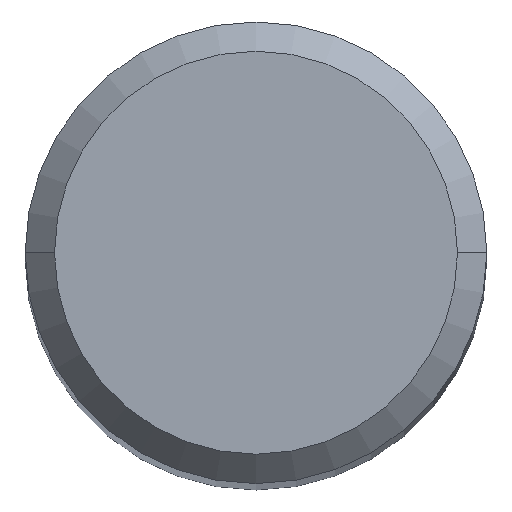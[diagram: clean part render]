
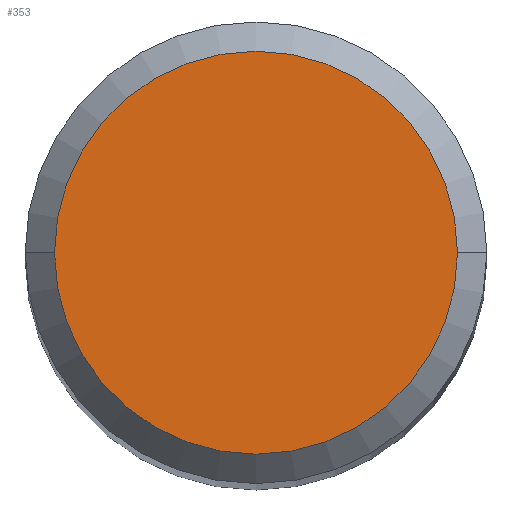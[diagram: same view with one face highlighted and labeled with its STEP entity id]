
A CAD part, top view. The second image highlights one B-rep face of the part: STEP entity #353.
In plain terms, the highlighted planar face has unit normal (0, 0, 1).
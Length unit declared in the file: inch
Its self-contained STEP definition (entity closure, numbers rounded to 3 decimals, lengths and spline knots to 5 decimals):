
#25 = CARTESIAN_POINT ( 'NONE',  ( 0., 0., 2.24409 ) ) ;
#32 = ORIENTED_EDGE ( 'NONE', *, *, #297, .T. ) ;
#37 = VERTEX_POINT ( 'NONE', #218 ) ;
#40 = VERTEX_POINT ( 'NONE', #416 ) ;
#102 = CIRCLE ( 'NONE', #294, 0.10311 ) ;
#122 = CARTESIAN_POINT ( 'NONE',  ( 0., 0., 2.24409 ) ) ;
#134 = DIRECTION ( 'NONE',  ( 1., 0., 0. ) ) ;
#141 = AXIS2_PLACEMENT_3D ( 'NONE', #25, #286, #293 ) ;
#155 = ORIENTED_EDGE ( 'NONE', *, *, #340, .T. ) ;
#167 = EDGE_LOOP ( 'NONE', ( #32, #155 ) ) ;
#186 = DIRECTION ( 'NONE',  ( 1., 0., 0. ) ) ;
#193 = PLANE ( 'NONE',  #141 ) ;
#218 = CARTESIAN_POINT ( 'NONE',  ( 0.10311, 0., 2.24409 ) ) ;
#256 = DIRECTION ( 'NONE',  ( 0., 0., 1. ) ) ;
#273 = CIRCLE ( 'NONE', #341, 0.10311 ) ;
#282 = DIRECTION ( 'NONE',  ( 0., 0., 1. ) ) ;
#286 = DIRECTION ( 'NONE',  ( 0., 0., 1. ) ) ;
#293 = DIRECTION ( 'NONE',  ( 1., 0., 0. ) ) ;
#294 = AXIS2_PLACEMENT_3D ( 'NONE', #423, #256, #186 ) ;
#297 = EDGE_CURVE ( 'NONE', #40, #37, #273, .T. ) ;
#313 = FACE_OUTER_BOUND ( 'NONE', #167, .T. ) ;
#340 = EDGE_CURVE ( 'NONE', #37, #40, #102, .T. ) ;
#341 = AXIS2_PLACEMENT_3D ( 'NONE', #122, #282, #134 ) ;
#353 = ADVANCED_FACE ( 'NONE', ( #313 ), #193, .T. ) ;
#416 = CARTESIAN_POINT ( 'NONE',  ( -0.10311, 0., 2.24409 ) ) ;
#423 = CARTESIAN_POINT ( 'NONE',  ( 0., 0., 2.24409 ) ) ;
